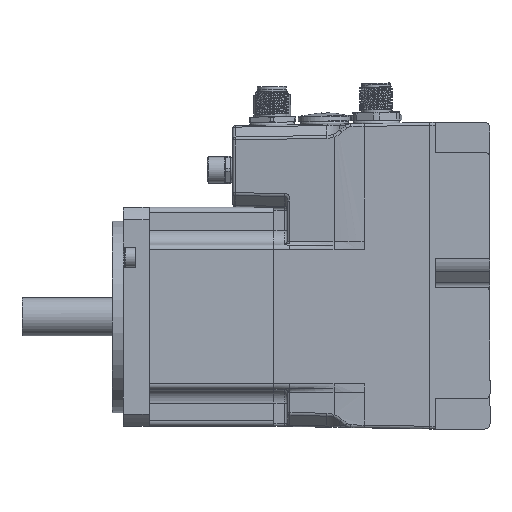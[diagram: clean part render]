
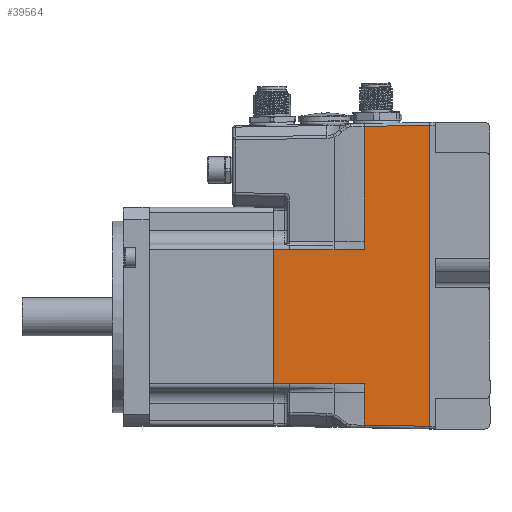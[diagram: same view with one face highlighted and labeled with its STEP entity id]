
A CAD part, left-side view. The second image highlights one B-rep face of the part: STEP entity #39564.
In plain terms, the highlighted planar face has unit normal (-1, 0.018, 0).
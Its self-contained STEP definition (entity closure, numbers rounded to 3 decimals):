
#925=B_SPLINE_CURVE_WITH_KNOTS('',3,(#67846,#67847,#67848,#67849,#67850,
#67851),.UNSPECIFIED.,.F.,.F.,(4,2,4),(-43.006,-13.565,
-1.),.UNSPECIFIED.);
#1639=LINE('',#57445,#4571);
#1787=LINE('',#66674,#4719);
#1790=LINE('',#66683,#4722);
#1793=LINE('',#67059,#4725);
#1794=LINE('',#67283,#4726);
#1795=LINE('',#67807,#4727);
#1796=LINE('',#67809,#4728);
#1807=LINE('',#67853,#4739);
#1808=LINE('',#67855,#4740);
#1809=LINE('',#67857,#4741);
#1810=LINE('',#67859,#4742);
#1811=LINE('',#67860,#4743);
#1812=LINE('',#67861,#4744);
#4571=VECTOR('',#46126,10.);
#4719=VECTOR('',#46758,10.);
#4722=VECTOR('',#46769,10.);
#4725=VECTOR('',#46780,10.);
#4726=VECTOR('',#46781,10.);
#4727=VECTOR('',#46782,10.);
#4728=VECTOR('',#46783,10.);
#4739=VECTOR('',#46828,10.);
#4740=VECTOR('',#46829,10.);
#4741=VECTOR('',#46830,10.);
#4742=VECTOR('',#46831,10.);
#4743=VECTOR('',#46832,10.);
#4744=VECTOR('',#46833,10.);
#8729=FACE_OUTER_BOUND('',#10947,.T.);
#10947=EDGE_LOOP('',(#25921,#25922,#25923,#25924,#25925,#25926,#25927,#25928,
#25929,#25930,#25931,#25932,#25933,#25934));
#15128=VERTEX_POINT('',#57441);
#15130=VERTEX_POINT('',#57444);
#15322=VERTEX_POINT('',#66567);
#15332=VERTEX_POINT('',#66673);
#15334=VERTEX_POINT('',#66681);
#15343=VERTEX_POINT('',#67014);
#15344=VERTEX_POINT('',#67058);
#15347=VERTEX_POINT('',#67282);
#15349=VERTEX_POINT('',#67806);
#15350=VERTEX_POINT('',#67808);
#15360=VERTEX_POINT('',#67852);
#15361=VERTEX_POINT('',#67854);
#15362=VERTEX_POINT('',#67856);
#15363=VERTEX_POINT('',#67858);
#19078=EDGE_CURVE('',#15130,#15128,#1639,.F.);
#19434=EDGE_CURVE('',#15332,#15322,#1787,.T.);
#19439=EDGE_CURVE('',#15128,#15334,#1790,.T.);
#19449=EDGE_CURVE('',#15343,#15344,#1793,.T.);
#19453=EDGE_CURVE('',#15344,#15347,#1794,.T.);
#19458=EDGE_CURVE('',#15347,#15349,#1795,.T.);
#19459=EDGE_CURVE('',#15349,#15350,#1796,.T.);
#19479=EDGE_CURVE('',#15350,#15334,#925,.T.);
#19480=EDGE_CURVE('',#15343,#15360,#1807,.T.);
#19481=EDGE_CURVE('',#15360,#15361,#1808,.T.);
#19482=EDGE_CURVE('',#15361,#15362,#1809,.T.);
#19483=EDGE_CURVE('',#15362,#15363,#1810,.T.);
#19484=EDGE_CURVE('',#15363,#15332,#1811,.T.);
#19485=EDGE_CURVE('',#15322,#15130,#1812,.T.);
#25921=ORIENTED_EDGE('',*,*,#19078,.T.);
#25922=ORIENTED_EDGE('',*,*,#19439,.T.);
#25923=ORIENTED_EDGE('',*,*,#19479,.F.);
#25924=ORIENTED_EDGE('',*,*,#19459,.F.);
#25925=ORIENTED_EDGE('',*,*,#19458,.F.);
#25926=ORIENTED_EDGE('',*,*,#19453,.F.);
#25927=ORIENTED_EDGE('',*,*,#19449,.F.);
#25928=ORIENTED_EDGE('',*,*,#19480,.T.);
#25929=ORIENTED_EDGE('',*,*,#19481,.T.);
#25930=ORIENTED_EDGE('',*,*,#19482,.T.);
#25931=ORIENTED_EDGE('',*,*,#19483,.T.);
#25932=ORIENTED_EDGE('',*,*,#19484,.T.);
#25933=ORIENTED_EDGE('',*,*,#19434,.T.);
#25934=ORIENTED_EDGE('',*,*,#19485,.T.);
#36256=PLANE('',#42035);
#39564=ADVANCED_FACE('',(#8729),#36256,.T.);
#42035=AXIS2_PLACEMENT_3D('',#67845,#46826,#46827);
#46126=DIRECTION('',(0.,0.,-1.));
#46758=DIRECTION('',(0.,0.,-1.));
#46769=DIRECTION('',(0.017,1.,-0.017));
#46780=DIRECTION('',(-0.017,-1.,0.));
#46781=DIRECTION('',(-0.017,-1.,0.));
#46782=DIRECTION('',(-0.017,-1.,0.));
#46783=DIRECTION('',(0.,0.,1.));
#46826=DIRECTION('center_axis',(-1.,0.017,0.));
#46827=DIRECTION('ref_axis',(0.,0.,
1.));
#46828=DIRECTION('',(0.,0.,-1.));
#46829=DIRECTION('',(-0.017,-1.,0.));
#46830=DIRECTION('',(-0.017,-1.,0.));
#46831=DIRECTION('',(-0.017,-1.,0.));
#46832=DIRECTION('',(0.,0.,-1.));
#46833=DIRECTION('',(-0.017,-1.,-0.017));
#57441=CARTESIAN_POINT('',(-40.995,-57.,69.995));
#57444=CARTESIAN_POINT('',(-40.995,-57.,-39.996));
#57445=CARTESIAN_POINT('',(-40.995,-57.,-46.185));
#66567=CARTESIAN_POINT('',(-40.576,-33.024,-39.577));
#66673=CARTESIAN_POINT('',(-40.576,-33.024,-27.57));
#66674=CARTESIAN_POINT('',(-40.576,-33.024,-27.57));
#66681=CARTESIAN_POINT('',(-40.576,-33.024,69.577));
#66683=CARTESIAN_POINT('',(-40.89,-51.,69.89));
#67014=CARTESIAN_POINT('',(-40.,0.,24.505));
#67058=CARTESIAN_POINT('',(-40.103,-5.906,24.505));
#67059=CARTESIAN_POINT('',(-40.,0.001,24.505));
#67282=CARTESIAN_POINT('',(-40.384,-22.,24.505));
#67283=CARTESIAN_POINT('',(-40.103,-5.906,24.505));
#67806=CARTESIAN_POINT('',(-40.576,-33.024,24.505));
#67807=CARTESIAN_POINT('',(-40.384,-22.,24.505));
#67808=CARTESIAN_POINT('',(-40.576,-33.024,27.57));
#67809=CARTESIAN_POINT('',(-40.576,-33.024,24.505));
#67845=CARTESIAN_POINT('Origin',(-39.651,20.,-41.25));
#67846=CARTESIAN_POINT('Ctrl Pts',(-40.576,-33.024,
27.57));
#67847=CARTESIAN_POINT('Ctrl Pts',(-40.576,-33.024,
37.384));
#67848=CARTESIAN_POINT('Ctrl Pts',(-40.576,-33.024,
47.198));
#67849=CARTESIAN_POINT('Ctrl Pts',(-40.576,-33.024,61.2));
#67850=CARTESIAN_POINT('Ctrl Pts',(-40.576,-33.024,
65.388));
#67851=CARTESIAN_POINT('Ctrl Pts',(-40.576,-33.024,
69.577));
#67852=CARTESIAN_POINT('',(-40.,0.,-24.505));
#67853=CARTESIAN_POINT('',(-40.,0.,-46.997));
#67854=CARTESIAN_POINT('',(-40.103,-5.906,-24.505));
#67855=CARTESIAN_POINT('',(-40.,0.001,-24.505));
#67856=CARTESIAN_POINT('',(-40.384,-22.,-24.505));
#67857=CARTESIAN_POINT('',(-40.103,-5.906,-24.505));
#67858=CARTESIAN_POINT('',(-40.576,-33.024,-24.505));
#67859=CARTESIAN_POINT('',(-40.384,-22.,-24.505));
#67860=CARTESIAN_POINT('',(-40.576,-33.024,-24.505));
#67861=CARTESIAN_POINT('',(-40.576,-33.024,-39.577));
